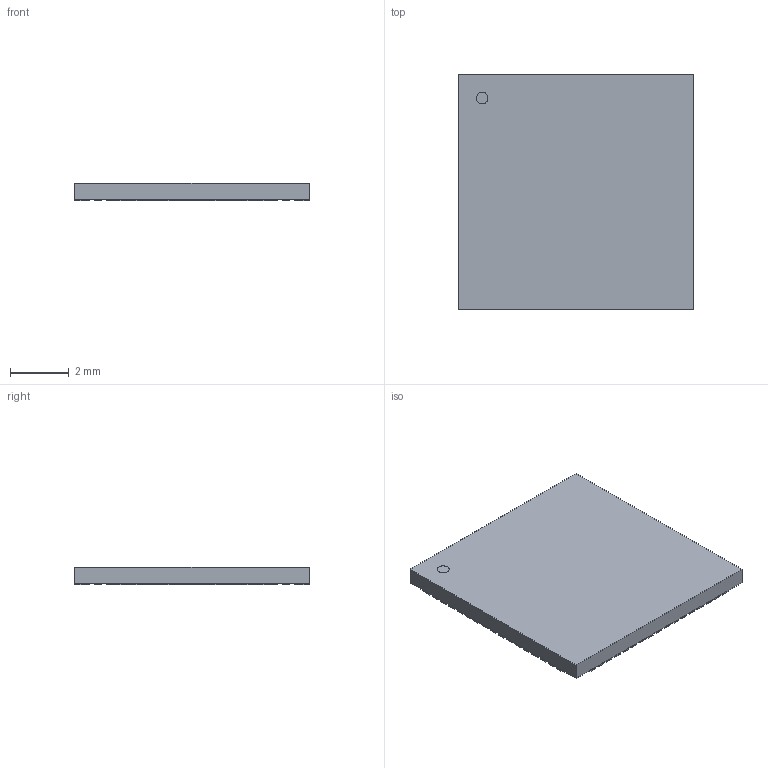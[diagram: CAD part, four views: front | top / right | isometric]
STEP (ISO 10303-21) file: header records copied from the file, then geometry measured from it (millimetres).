
FILE_DESCRIPTION(('STEP AP214'),'1');
FILE_NAME('PG-VQFN-68','2025-05-26T03:35:41',(''),(''),'','','');
FILE_SCHEMA(('AUTOMOTIVE_DESIGN'));
Length unit declared in the file: millimetre
Products named in the file (1): product
Bounding box: 8 x 8 x 0.61 mm (x, y, z)
Volume: 37.9 mm3; surface area: 237.3 mm2
Topology: 71 solids, 71 shells, 423 faces, 843 edges, 562 vertices
Faces by surface type: plane 422, cylinder 1
Full cylindrical faces by diameter (mm): 0.4 x1
Entity records: 10309 total; most frequent: DIRECTION 1694, ORIENTED_EDGE 1684, CARTESIAN_POINT 989, EDGE_CURVE 842, LINE 840, VECTOR 840, VERTEX_POINT 562, AXIS2_PLACEMENT_3D 427
